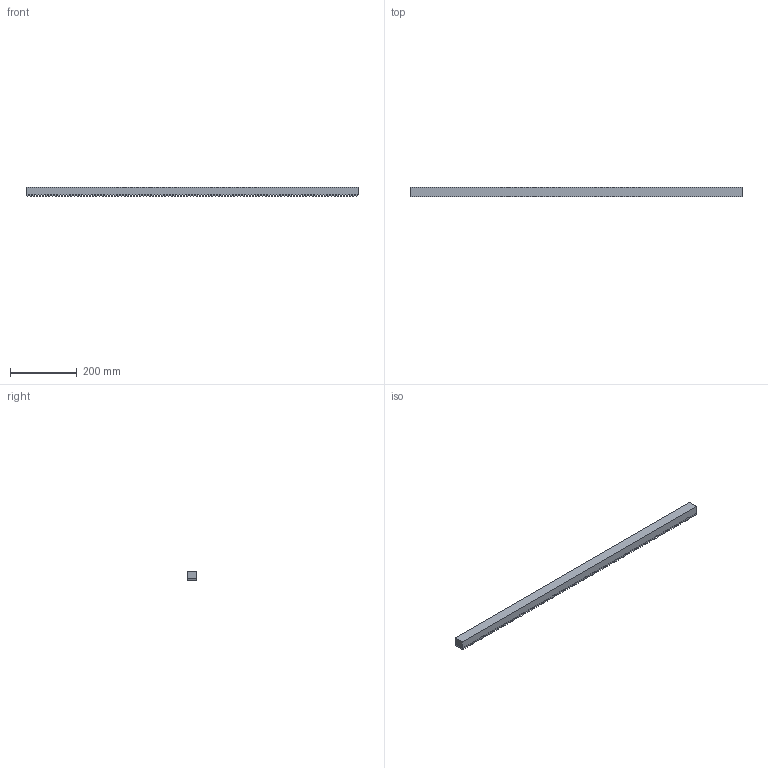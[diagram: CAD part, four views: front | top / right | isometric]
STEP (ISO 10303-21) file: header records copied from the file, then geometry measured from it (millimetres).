
FILE_DESCRIPTION(('STEP AP214'),'1');
FILE_NAME('148-030-610.stp','2017-10-09T08:02:04',('TraceParts'),('TraceParts S.A.'),'Spatial InterOp 3D',' ',' ');
FILE_SCHEMA(('automotive_design'));
Length unit declared in the file: millimetre
Products named in the file (1): 148-030-610
Bounding box: 998.38 x 30 x 30 mm (x, y, z)
Volume: 803378.8 mm3; surface area: 144916.1 mm2
Topology: 1 solids, 1 shells, 430 faces, 1284 edges, 856 vertices
Faces by surface type: plane 430
Entity records: 17613 total; most frequent: CARTESIAN_POINT 2571, ORIENTED_EDGE 2568, DIRECTION 2146, EDGE_CURVE 1284, LINE 1284, VECTOR 1284, VERTEX_POINT 856, STYLED_ITEM 431
